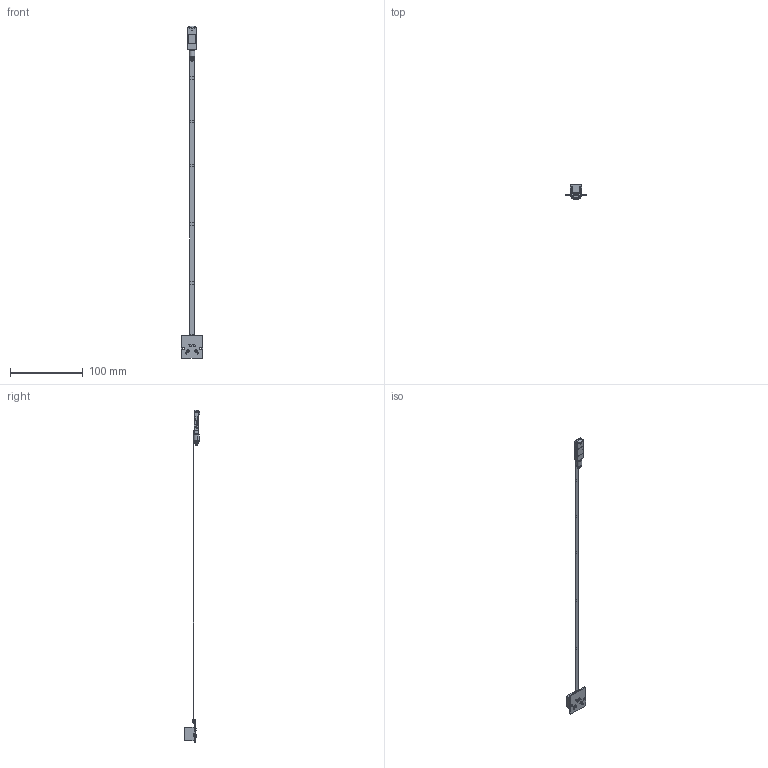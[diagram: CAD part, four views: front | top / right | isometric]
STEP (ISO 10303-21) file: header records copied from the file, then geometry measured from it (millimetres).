
FILE_DESCRIPTION (( 'STEP AP214' ), '1' );
FILE_NAME ('MOD-2112843~-a.STEP', '2020-07-03T08:50:23', ( 'firstrun' ), ( 'Hewlett-Packard Company' ), 'SwSTEP 2.0', 'SolidWorks 2015', '' );
FILE_SCHEMA (( 'AUTOMOTIVE_DESIGN' ));
Length unit declared in the file: millimetre
Products named in the file (1): MOD-2112843~-a
Bounding box: 30 x 20.8 x 456.08 mm (x, y, z)
Surface area: 13049.2 mm2 (no closed solid volume)
Topology: 0 solids, 29 shells, 1297 faces, 3368 edges, 2121 vertices
Faces by surface type: plane 725, cylinder 342, bspline 206, cone 16, sphere 8
Entity records: 57969 total; most frequent: CARTESIAN_POINT 14047, ORIENTED_EDGE 6654, DIRECTION 5978, EDGE_CURVE 3329, VECTOR 2240, LINE 2240, VERTEX_POINT 2121, AXIS2_PLACEMENT_3D 1869
